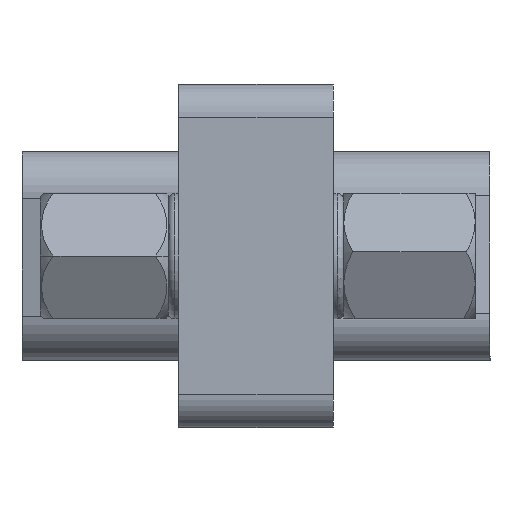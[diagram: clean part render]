
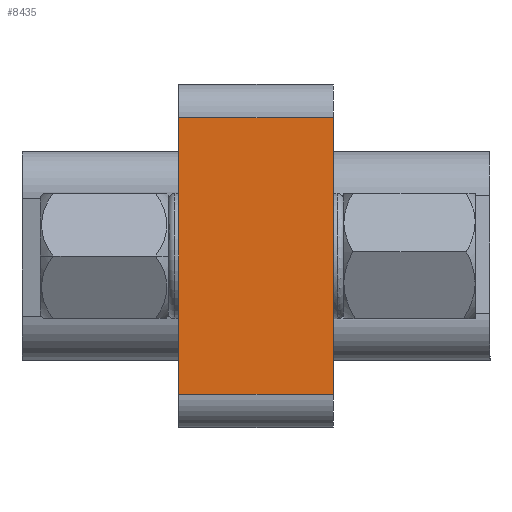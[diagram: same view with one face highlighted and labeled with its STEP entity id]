
A CAD part, left-side view. The second image highlights one B-rep face of the part: STEP entity #8435.
In plain terms, the highlighted planar face has unit normal (-1, 0, 0).
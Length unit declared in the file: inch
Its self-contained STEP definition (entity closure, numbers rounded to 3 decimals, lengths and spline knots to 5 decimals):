
#2864 = DIRECTION ( 'NONE',  ( 0., 0., 1. ) ) ;
#2865 = VECTOR ( 'NONE', #2864, 39.37008 ) ;
#2866 = CARTESIAN_POINT ( 'NONE',  ( -1.05, 0.115, 0.255 ) ) ;
#2867 = LINE ( 'NONE', #2866, #2865 ) ;
#2868 = CARTESIAN_POINT ( 'NONE',  ( -1.05, 0.115, -0.205 ) ) ;
#2884 = CARTESIAN_POINT ( 'NONE',  ( -1.05, 0.115, 0.205 ) ) ;
#7610 = VERTEX_POINT ( 'NONE', #2884 ) ;
#7620 = VERTEX_POINT ( 'NONE', #2868 ) ;
#7622 = EDGE_CURVE ( 'NONE', #7620, #7610, #2867, .T. ) ;
#8172 = EDGE_CURVE ( 'NONE', #7620, #8190, #26640, .T. ) ;
#8190 = VERTEX_POINT ( 'NONE', #26818 ) ;
#8191 = VERTEX_POINT ( 'NONE', #26806 ) ;
#8192 = ORIENTED_EDGE ( 'NONE', *, *, #8193, .T. ) ;
#8193 = EDGE_CURVE ( 'NONE', #8191, #7610, #26823, .T. ) ;
#8194 = ORIENTED_EDGE ( 'NONE', *, *, #7622, .F. ) ;
#8398 = ORIENTED_EDGE ( 'NONE', *, *, #8172, .T. ) ;
#8435 = ADVANCED_FACE ( 'NONE', ( #27160 ), #27158, .F. ) ;
#8436 = EDGE_LOOP ( 'NONE', ( #8437, #8192, #8194, #8398 ) ) ;
#8437 = ORIENTED_EDGE ( 'NONE', *, *, #8438, .T. ) ;
#8438 = EDGE_CURVE ( 'NONE', #8190, #8191, #27159, .T. ) ;
#26637 = DIRECTION ( 'NONE',  ( 0., -1., 0. ) ) ;
#26638 = VECTOR ( 'NONE', #26637, 39.37008 ) ;
#26639 = CARTESIAN_POINT ( 'NONE',  ( -1.05, 0.115, -0.205 ) ) ;
#26640 = LINE ( 'NONE', #26639, #26638 ) ;
#26756 = VECTOR ( 'NONE', #26807, 39.37008 ) ;
#26775 = CARTESIAN_POINT ( 'NONE',  ( -1.05, 0.115, 0.205 ) ) ;
#26806 = CARTESIAN_POINT ( 'NONE',  ( -1.05, -0.115, 0.205 ) ) ;
#26807 = DIRECTION ( 'NONE',  ( 0., 1., 0. ) ) ;
#26818 = CARTESIAN_POINT ( 'NONE',  ( -1.05, -0.115, -0.205 ) ) ;
#26823 = LINE ( 'NONE', #26775, #26756 ) ;
#27158 = PLANE ( 'NONE',  #27223 ) ;
#27159 = LINE ( 'NONE', #27219, #27218 ) ;
#27160 = FACE_OUTER_BOUND ( 'NONE', #8436, .T. ) ;
#27217 = DIRECTION ( 'NONE',  ( 0., 0., 1. ) ) ;
#27218 = VECTOR ( 'NONE', #27217, 39.37008 ) ;
#27219 = CARTESIAN_POINT ( 'NONE',  ( -1.05, -0.115, 0.255 ) ) ;
#27220 = DIRECTION ( 'NONE',  ( 0., 0., -1. ) ) ;
#27221 = DIRECTION ( 'NONE',  ( 1., 0., 0. ) ) ;
#27222 = CARTESIAN_POINT ( 'NONE',  ( -1.05, 0.115, 0.255 ) ) ;
#27223 = AXIS2_PLACEMENT_3D ( 'NONE', #27222, #27221, #27220 ) ;
